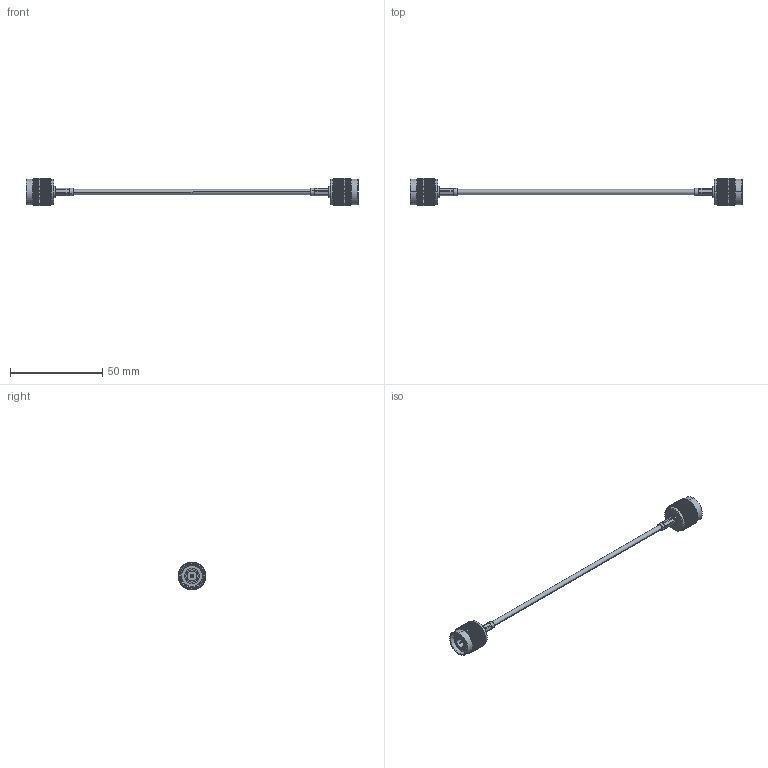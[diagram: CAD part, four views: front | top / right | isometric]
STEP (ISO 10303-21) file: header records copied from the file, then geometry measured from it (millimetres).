
FILE_DESCRIPTION (( 'STEP AP214' ), '1' );
FILE_NAME ('PE3425-XX_3D.STEP', '2022-03-08T23:11:01', ( '' ), ( '' ), 'SwSTEP 2.0', 'SolidWorks 2021', '' );
FILE_SCHEMA (( 'AUTOMOTIVE_DESIGN' ));
Length unit declared in the file: inch
Products named in the file (6): PE3425-XX_3D; PE45527-MA2; PE45527_Crimped; RG174A/U; PE45527 MA1_Crimped
Assembly tree (6 placements, depth 3):
  PE3425-XX_3D
    PE45527_Crimped  x2
      PE45527_Crimped
      PE45527 MA1_Crimped
      PE45527-MA2
    RG174A/U
Bounding box: 180.3 x 14.99 x 14.99 mm (x, y, z)
Volume: 4465.4 mm3; surface area: 6295 mm2
Topology: 7 solids, 7 shells, 5600 faces, 11800 edges, 6236 vertices
Faces by surface type: bspline 4326, cylinder 1114, plane 98, cone 54, torus 8
Entity records: 111392 total; most frequent: CARTESIAN_POINT 75267, ORIENTED_EDGE 11806, EDGE_CURVE 5903, VERTEX_POINT 3120, EDGE_LOOP 2817, ADVANCED_FACE 2802, FACE_OUTER_BOUND 2802, B_SPLINE_CURVE_WITH_KNOTS 2433
